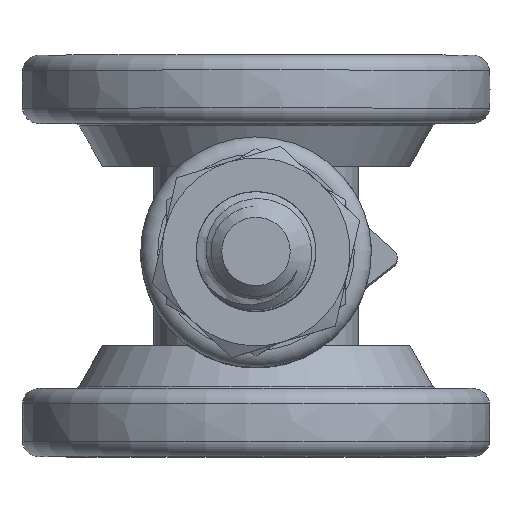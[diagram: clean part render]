
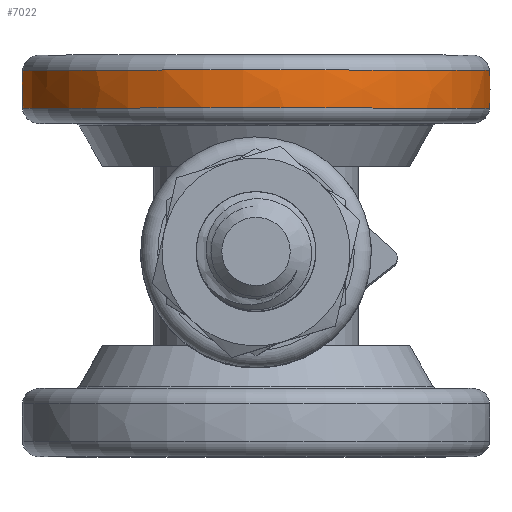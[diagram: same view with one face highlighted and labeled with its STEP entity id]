
A CAD part, top view. The second image highlights one B-rep face of the part: STEP entity #7022.
In plain terms, the highlighted free-form (B-spline) face has degree [2, 2] with [3, 9] control points.
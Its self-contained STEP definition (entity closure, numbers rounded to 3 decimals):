
#6958=CARTESIAN_POINT('',(-30.93,-1.778,0.619));
#6959=VERTEX_POINT('',#6958);
#6960=CARTESIAN_POINT('',(-55.346,-1.778,13.));
#6961=DIRECTION('',(0.,-1.0,0.));
#6962=DIRECTION('',(0.892,0.,-0.452));
#6963=AXIS2_PLACEMENT_3D('',#6960,#6961,#6962);
#6964=CIRCLE('',#6963,27.376);
#6965=EDGE_CURVE('',#6959,#6959,#6964,.T.);
#6973=CARTESIAN_POINT('',(-42.965,-1.778,37.416));
#6974=CARTESIAN_POINT('',(-42.853,-4.,37.638));
#6975=CARTESIAN_POINT('',(-42.965,-6.222,37.416));
#6976=CARTESIAN_POINT('',(-18.549,-1.778,25.035));
#6977=CARTESIAN_POINT('',(-18.215,-4.,25.145));
#6978=CARTESIAN_POINT('',(-18.549,-6.222,25.035));
#6979=CARTESIAN_POINT('',(-30.93,-1.778,0.619));
#6980=CARTESIAN_POINT('',(-30.708,-4.,0.507));
#6981=CARTESIAN_POINT('',(-30.93,-6.222,0.619));
#6982=CARTESIAN_POINT('',(-43.311,-1.778,-23.798));
#6983=CARTESIAN_POINT('',(-43.202,-4.,-24.131));
#6984=CARTESIAN_POINT('',(-43.311,-6.222,-23.798));
#6985=CARTESIAN_POINT('',(-67.727,-1.778,-11.416));
#6986=CARTESIAN_POINT('',(-67.84,-4.,-11.638));
#6987=CARTESIAN_POINT('',(-67.727,-6.222,-11.416));
#6988=CARTESIAN_POINT('',(-92.144,-1.778,0.965));
#6989=CARTESIAN_POINT('',(-92.478,-4.,0.855));
#6990=CARTESIAN_POINT('',(-92.144,-6.222,0.965));
#6991=CARTESIAN_POINT('',(-79.763,-1.778,25.381));
#6992=CARTESIAN_POINT('',(-79.984,-4.,25.493));
#6993=CARTESIAN_POINT('',(-79.763,-6.222,25.381));
#6994=CARTESIAN_POINT('',(-67.382,-1.778,49.798));
#6995=CARTESIAN_POINT('',(-67.491,-4.,50.131));
#6996=CARTESIAN_POINT('',(-67.382,-6.222,49.798));
#6997=CARTESIAN_POINT('',(-42.965,-1.778,37.416));
#6998=CARTESIAN_POINT('',(-42.853,-4.,37.638));
#6999=CARTESIAN_POINT('',(-42.965,-6.222,37.416));
#7007=(BOUNDED_SURFACE()B_SPLINE_SURFACE(2,2,((#6973,#6976,#6979,#6982,#6985,#6988,#6991,#6994,#6997),(#6974,#6977,#6980,#6983,#6986,#6989,#6992,#6995,#6998),(#6975,#6978,#6981,#6984,#6987,#6990,#6993,#6996,#6999)),.UNSPECIFIED.,.F.,.T.,.U.)B_SPLINE_SURFACE_WITH_KNOTS((3,3),(3,2,2,2,3),(-0.111,0.111),(0.0,1.571,3.142,4.712,6.283),.UNSPECIFIED.)GEOMETRIC_REPRESENTATION_ITEM()RATIONAL_B_SPLINE_SURFACE(((1.0,0.707,1.0,0.707,1.0,0.707,1.0,0.707,1.0),(0.994,0.703,0.994,0.703,0.994,0.703,0.994,0.703,0.994),(1.0,0.707,1.0,0.707,1.0,0.707,1.0,0.707,1.0)))REPRESENTATION_ITEM('')SURFACE());
#7008=CARTESIAN_POINT('',(-30.93,-6.222,0.619));
#7009=VERTEX_POINT('',#7008);
#7010=CARTESIAN_POINT('',(-55.346,-6.222,13.));
#7011=DIRECTION('',(0.,-1.,0.));
#7012=DIRECTION('',(0.892,0.,-0.452));
#7013=AXIS2_PLACEMENT_3D('',#7010,#7011,#7012);
#7014=CIRCLE('',#7013,27.376);
#7015=EDGE_CURVE('',#7009,#7009,#7014,.T.);
#7016=ORIENTED_EDGE('',*,*,#7015,.F.);
#7017=EDGE_LOOP('',(#7016));
#7018=FACE_OUTER_BOUND('',#7017,.T.);
#7019=ORIENTED_EDGE('',*,*,#6965,.T.);
#7020=EDGE_LOOP('',(#7019));
#7021=FACE_BOUND('',#7020,.T.);
#7022=ADVANCED_FACE('',(#7018,#7021),#7007,.T.);
